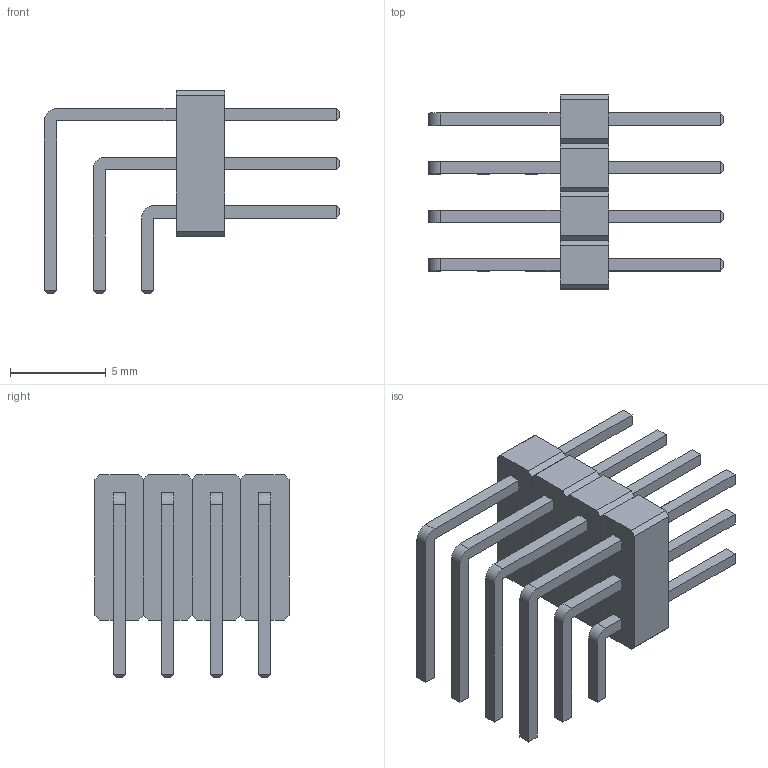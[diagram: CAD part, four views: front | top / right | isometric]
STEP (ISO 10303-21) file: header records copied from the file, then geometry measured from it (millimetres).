
FILE_DESCRIPTION(('FreeCAD Model'),'2;1');
FILE_NAME('Open CASCADE Shape Model','2022-01-07T05:10:36',( 'kicad StepUp'),('ksu MCAD'),'Open CASCADE STEP processor 7.5', 'FreeCAD','Unknown');
FILE_SCHEMA(('AUTOMOTIVE_DESIGN { 1 0 10303 214 1 1 1 1 }'));
Length unit declared in the file: millimetre
Products named in the file (1): PinHeader_3x04_P2.54mm_Horizontal
Bounding box: 15.44 x 10.16 x 10.62 mm (x, y, z)
Volume: 276.8 mm3; surface area: 1016.9 mm2
Topology: 16 solids, 16 shells, 292 faces, 684 edges, 424 vertices
Faces by surface type: plane 280, cylinder 12
Entity records: 10285 total; most frequent: CARTESIAN_POINT 1401, ORIENTED_EDGE 1368, DIRECTION 1294, EDGE_CURVE 684, LINE 660, VECTOR 660, VERTEX_POINT 424, AXIS2_PLACEMENT_3D 317
